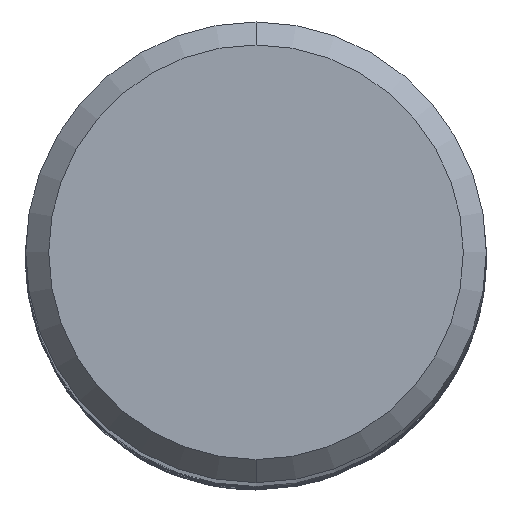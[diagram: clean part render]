
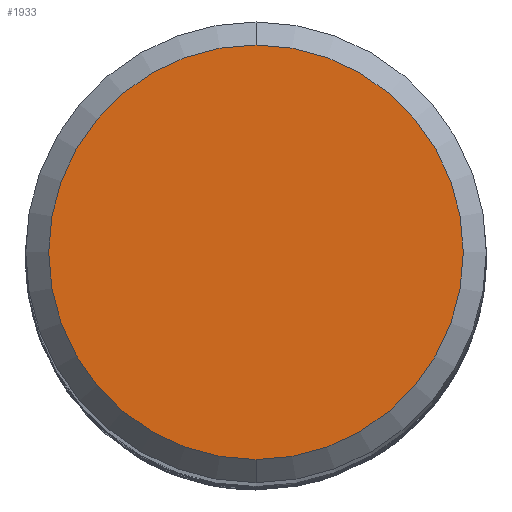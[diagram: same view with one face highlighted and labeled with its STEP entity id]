
A CAD part, top view. The second image highlights one B-rep face of the part: STEP entity #1933.
In plain terms, the highlighted planar face has unit normal (0, 0, 1).
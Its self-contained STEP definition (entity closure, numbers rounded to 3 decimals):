
#1435=VERTEX_POINT('',#3560);
#1743=EDGE_CURVE('',#1435,#2613,#3895,.T.);
#1789=EDGE_CURVE('',#2613,#1435,#3948,.T.);
#1933=ADVANCED_FACE('',(#4106),#4107,.T.);
#2613=VERTEX_POINT('',#4846);
#3560=CARTESIAN_POINT('',(0.0,3.6,0.0));
#3895=CIRCLE('',#11023,3.6);
#3948=CIRCLE('',#12190,3.6);
#4106=FACE_OUTER_BOUND('',#15380,.T.);
#4107=PLANE('',#15381);
#4846=CARTESIAN_POINT('',(0.,-3.6,0.0));
#11023=AXIS2_PLACEMENT_3D('',#30455,#30456,#30457);
#12190=AXIS2_PLACEMENT_3D('',#30523,#30524,#30525);
#15380=EDGE_LOOP('',(#30670,#30671));
#15381=AXIS2_PLACEMENT_3D('',#30672,#30673,#30674);
#30455=CARTESIAN_POINT('',(0.0,0.0,0.0));
#30456=DIRECTION('',(0.0,0.0,-1.0));
#30457=DIRECTION('',(0.0,1.0,0.0));
#30523=CARTESIAN_POINT('',(0.0,0.0,0.0));
#30524=DIRECTION('',(0.0,0.0,-1.0));
#30525=DIRECTION('',(0.0,1.0,0.0));
#30670=ORIENTED_EDGE('',*,*,#1743,.F.);
#30671=ORIENTED_EDGE('',*,*,#1789,.F.);
#30672=CARTESIAN_POINT('',(0.0,1.8,0.0));
#30673=DIRECTION('',(-0.0,0.0,1.0));
#30674=DIRECTION('',(0.0,-1.0,0.0));
